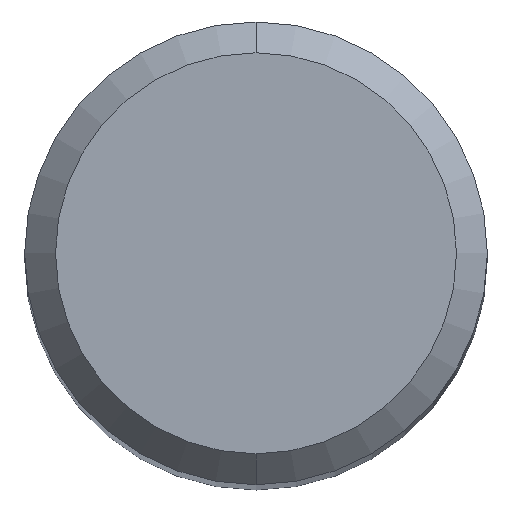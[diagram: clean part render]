
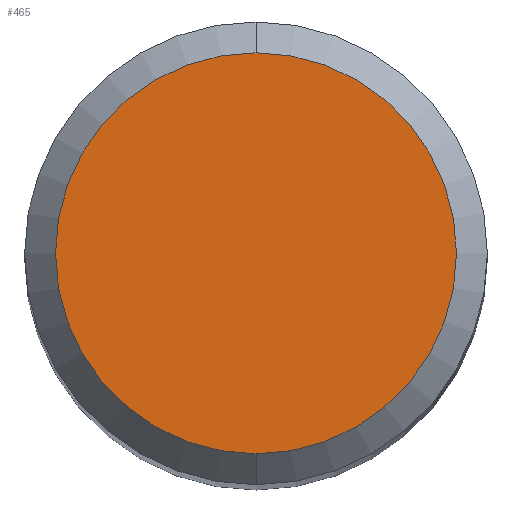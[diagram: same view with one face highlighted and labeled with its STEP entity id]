
A CAD part, top view. The second image highlights one B-rep face of the part: STEP entity #465.
In plain terms, the highlighted planar face has unit normal (0, 0, 1).
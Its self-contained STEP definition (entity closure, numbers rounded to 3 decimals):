
#365=EDGE_CURVE('',#527,#435,#732,.T.);
#435=VERTEX_POINT('',#808);
#465=ADVANCED_FACE('',(#841),#842,.T.);
#473=EDGE_CURVE('',#435,#527,#851,.T.);
#527=VERTEX_POINT('',#911);
#732=CIRCLE('',#1213,2.6);
#808=CARTESIAN_POINT('',(0.,-2.6,0.0));
#841=FACE_OUTER_BOUND('',#1384,.T.);
#842=PLANE('',#1385);
#851=CIRCLE('',#1397,2.6);
#911=CARTESIAN_POINT('',(0.0,2.6,0.0));
#1213=AXIS2_PLACEMENT_3D('',#1811,#1812,#1813);
#1384=EDGE_LOOP('',(#1970,#1971));
#1385=AXIS2_PLACEMENT_3D('',#1972,#1973,#1974);
#1397=AXIS2_PLACEMENT_3D('',#1984,#1985,#1986);
#1811=CARTESIAN_POINT('',(0.0,0.0,0.0));
#1812=DIRECTION('',(0.0,0.0,-1.0));
#1813=DIRECTION('',(0.0,1.0,0.0));
#1970=ORIENTED_EDGE('',*,*,#365,.F.);
#1971=ORIENTED_EDGE('',*,*,#473,.F.);
#1972=CARTESIAN_POINT('',(0.0,1.3,0.0));
#1973=DIRECTION('',(-0.0,0.0,1.0));
#1974=DIRECTION('',(0.0,-1.0,0.0));
#1984=CARTESIAN_POINT('',(0.0,0.0,0.0));
#1985=DIRECTION('',(0.0,0.0,-1.0));
#1986=DIRECTION('',(0.0,1.0,0.0));
